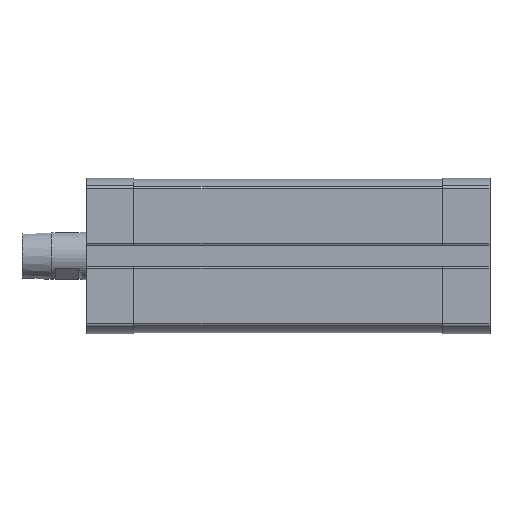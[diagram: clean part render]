
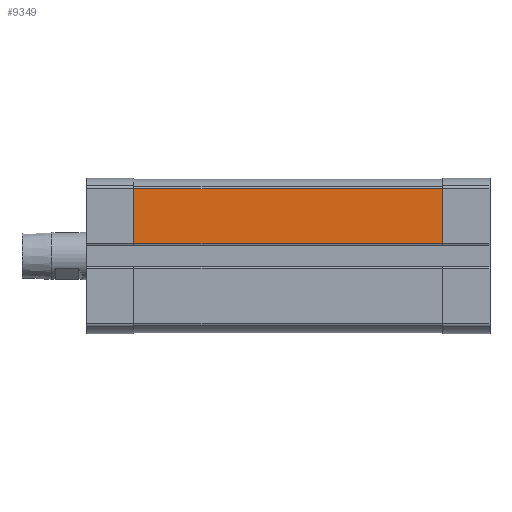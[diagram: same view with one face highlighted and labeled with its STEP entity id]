
A CAD part, left-side view. The second image highlights one B-rep face of the part: STEP entity #9349.
In plain terms, the highlighted planar face has unit normal (-1, 0, 0).
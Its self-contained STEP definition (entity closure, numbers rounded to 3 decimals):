
#89=PLANE('',#10162);
#966=LINE('',#15114,#1692);
#967=LINE('',#15116,#1693);
#968=LINE('',#15118,#1694);
#969=LINE('',#15120,#1695);
#1692=VECTOR('',#11776,1000.);
#1693=VECTOR('',#11779,1000.);
#1694=VECTOR('',#11780,1000.);
#1695=VECTOR('',#11781,1000.);
#2986=ORIENTED_EDGE('',*,*,#5499,.T.);
#2987=ORIENTED_EDGE('',*,*,#5498,.F.);
#2988=ORIENTED_EDGE('',*,*,#5500,.F.);
#2989=ORIENTED_EDGE('',*,*,#5501,.T.);
#5498=EDGE_CURVE('',#6747,#6746,#966,.T.);
#5499=EDGE_CURVE('',#6748,#6746,#967,.T.);
#5500=EDGE_CURVE('',#6749,#6747,#968,.T.);
#5501=EDGE_CURVE('',#6749,#6748,#969,.T.);
#6746=VERTEX_POINT('',#15111);
#6747=VERTEX_POINT('',#15113);
#6748=VERTEX_POINT('',#15117);
#6749=VERTEX_POINT('',#15119);
#7836=EDGE_LOOP('',(#2986,#2987,#2988,#2989));
#8546=FACE_BOUND('',#7836,.T.);
#9349=ADVANCED_FACE('',(#8546),#89,.F.);
#10162=AXIS2_PLACEMENT_3D('',#15115,#11777,#11778);
#11776=DIRECTION('',(0.,-1.,0.));
#11777=DIRECTION('',(1.,0.,0.));
#11778=DIRECTION('',(0.,0.,-1.));
#11779=DIRECTION('',(0.,0.,1.));
#11780=DIRECTION('',(0.,0.,1.));
#11781=DIRECTION('',(0.,-1.,0.));
#15111=CARTESIAN_POINT('',(-19.5,12.,17.091));
#15113=CARTESIAN_POINT('',(-19.5,90.5,17.091));
#15114=CARTESIAN_POINT('',(-19.5,90.5,17.091));
#15115=CARTESIAN_POINT('',(-19.5,90.5,3.1));
#15116=CARTESIAN_POINT('',(-19.5,12.,3.1));
#15117=CARTESIAN_POINT('',(-19.5,12.,3.1));
#15118=CARTESIAN_POINT('',(-19.5,90.5,3.1));
#15119=CARTESIAN_POINT('',(-19.5,90.5,3.1));
#15120=CARTESIAN_POINT('',(-19.5,90.5,3.1));
